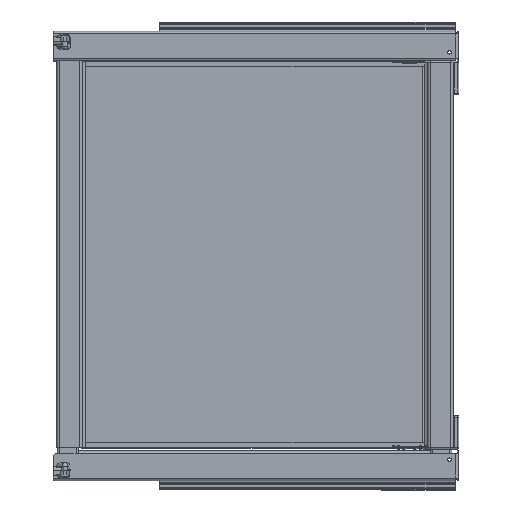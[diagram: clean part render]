
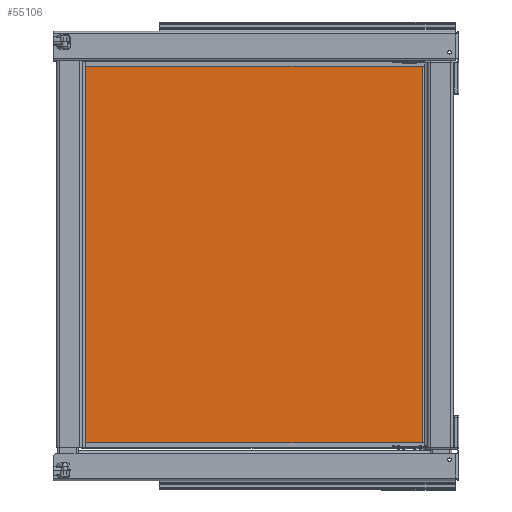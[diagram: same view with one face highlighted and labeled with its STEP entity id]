
A CAD part, top view. The second image highlights one B-rep face of the part: STEP entity #55106.
In plain terms, the highlighted face is planar.
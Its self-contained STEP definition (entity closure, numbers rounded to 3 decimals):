
#55033=CARTESIAN_POINT('',(196.5,7.5,-221.0));
#55034=VERTEX_POINT('',#55033);
#55042=CARTESIAN_POINT('',(-199.,7.5,-221.0));
#55043=VERTEX_POINT('',#55042);
#55044=CARTESIAN_POINT('',(-199.,7.5,-221.0));
#55045=DIRECTION('',(1.0,0.0,0.0));
#55046=VECTOR('',#55045,395.5);
#55047=LINE('',#55044,#55046);
#55048=EDGE_CURVE('',#55043,#55034,#55047,.T.);
#55076=CARTESIAN_POINT('',(196.5,7.5,0.0));
#55077=DIRECTION('',(0.0,-1.0,0.0));
#55078=DIRECTION('',(0.0,0.0,-1.0));
#55079=AXIS2_PLACEMENT_3D('',#55076,#55077,#55078);
#55080=PLANE('',#55079);
#55081=CARTESIAN_POINT('',(196.5,7.5,221.0));
#55082=VERTEX_POINT('',#55081);
#55083=CARTESIAN_POINT('',(-199.,7.5,221.0));
#55084=VERTEX_POINT('',#55083);
#55085=CARTESIAN_POINT('',(196.5,7.5,221.0));
#55086=DIRECTION('',(-1.0,0.0,0.0));
#55087=VECTOR('',#55086,395.5);
#55088=LINE('',#55085,#55087);
#55089=EDGE_CURVE('',#55082,#55084,#55088,.T.);
#55090=ORIENTED_EDGE('',*,*,#55089,.T.);
#55091=CARTESIAN_POINT('',(-199.,7.5,-221.0));
#55092=DIRECTION('',(0.0,0.0,1.0));
#55093=VECTOR('',#55092,442.0);
#55094=LINE('',#55091,#55093);
#55095=EDGE_CURVE('',#55043,#55084,#55094,.T.);
#55096=ORIENTED_EDGE('',*,*,#55095,.F.);
#55097=ORIENTED_EDGE('',*,*,#55048,.T.);
#55098=CARTESIAN_POINT('',(196.5,7.5,221.0));
#55099=DIRECTION('',(0.0,0.0,-1.0));
#55100=VECTOR('',#55099,442.0);
#55101=LINE('',#55098,#55100);
#55102=EDGE_CURVE('',#55082,#55034,#55101,.T.);
#55103=ORIENTED_EDGE('',*,*,#55102,.F.);
#55104=EDGE_LOOP('',(#55090,#55096,#55097,#55103));
#55105=FACE_OUTER_BOUND('',#55104,.T.);
#55106=ADVANCED_FACE('',(#55105),#55080,.T.);
